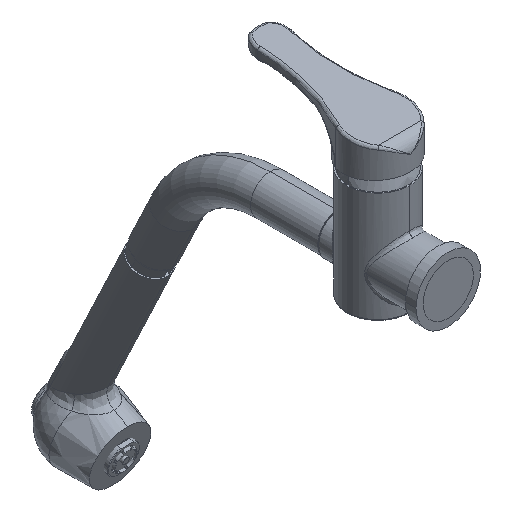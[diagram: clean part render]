
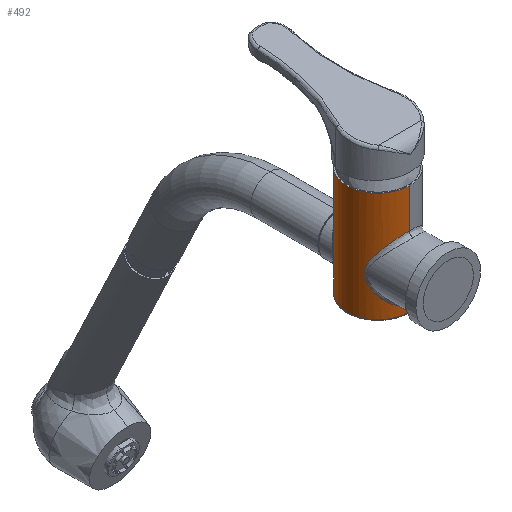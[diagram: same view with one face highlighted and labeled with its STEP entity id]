
A CAD part, isometric view. The second image highlights one B-rep face of the part: STEP entity #492.
In plain terms, the highlighted cylindrical face has radius 24 mm (diameter 48 mm), a partial arc.
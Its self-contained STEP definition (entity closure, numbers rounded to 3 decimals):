
#29=CARTESIAN_POINT('',(0.,24.,-35.5));
#30=CARTESIAN_POINT('',(-0.65,24.,-35.5));
#31=CARTESIAN_POINT('',(-2.008,23.948,-35.414));
#32=CARTESIAN_POINT('',(-4.223,23.663,-34.945));
#33=CARTESIAN_POINT('',(-6.538,23.135,-34.055));
#34=CARTESIAN_POINT('',(-8.866,22.348,-32.68));
#35=CARTESIAN_POINT('',(-11.075,21.335,-30.796));
#36=CARTESIAN_POINT('',(-13.014,20.202,-28.464));
#37=CARTESIAN_POINT('',(-14.571,19.093,-25.756));
#38=CARTESIAN_POINT('',(-15.571,18.272,-23.143));
#39=CARTESIAN_POINT('',(-16.167,17.741,-20.678));
#40=CARTESIAN_POINT('',(-16.457,17.469,-18.226));
#41=CARTESIAN_POINT('',(-16.456,17.47,-15.764));
#42=CARTESIAN_POINT('',(-16.164,17.743,-13.308));
#43=CARTESIAN_POINT('',(-15.566,18.277,-10.841));
#44=CARTESIAN_POINT('',(-14.565,19.098,-8.23));
#45=CARTESIAN_POINT('',(-13.006,20.207,-5.525));
#46=CARTESIAN_POINT('',(-11.07,21.338,-3.199));
#47=CARTESIAN_POINT('',(-8.861,22.35,-1.316));
#48=CARTESIAN_POINT('',(-6.532,23.137,0.058));
#49=CARTESIAN_POINT('',(-4.216,23.664,0.947));
#50=CARTESIAN_POINT('',(-2.002,23.948,1.415));
#51=CARTESIAN_POINT('',(-0.647,24.,1.5));
#52=CARTESIAN_POINT('',(0.,24.,1.5));
#54=CARTESIAN_POINT('',(0.,-24.,12.));
#55=CARTESIAN_POINT('',(-0.836,-24.,12.));
#56=CARTESIAN_POINT('',(-2.532,-23.914,11.891));
#57=CARTESIAN_POINT('',(-5.154,-23.491,11.354));
#58=CARTESIAN_POINT('',(-7.726,-22.776,10.442));
#59=CARTESIAN_POINT('',(-10.312,-21.736,9.099));
#60=CARTESIAN_POINT('',(-12.965,-20.277,7.18));
#61=CARTESIAN_POINT('',(-15.464,-18.433,4.669));
#62=CARTESIAN_POINT('',(-17.426,-16.563,1.973));
#63=CARTESIAN_POINT('',(-18.86,-14.886,
-0.658));
#64=CARTESIAN_POINT('',(-19.891,-13.459,-3.189));
#65=CARTESIAN_POINT('',(-20.604,-12.324,-5.618));
#66=CARTESIAN_POINT('',(-21.057,-11.522,-7.934));
#67=CARTESIAN_POINT('',(-21.292,-11.076,-10.091));
#68=CARTESIAN_POINT('',(-21.333,-10.995,-11.385));
#69=CARTESIAN_POINT('',(-21.333,-10.995,-12.));
#71=CARTESIAN_POINT('',(-21.333,-10.995,-12.));
#72=CARTESIAN_POINT('',(-21.333,-10.995,-12.617));
#73=CARTESIAN_POINT('',(-21.292,-11.077,-13.914));
#74=CARTESIAN_POINT('',(-21.057,-11.523,-16.071));
#75=CARTESIAN_POINT('',(-20.603,-12.327,-18.387));
#76=CARTESIAN_POINT('',(-19.889,-13.462,-20.816));
#77=CARTESIAN_POINT('',(-18.858,-14.889,-23.348));
#78=CARTESIAN_POINT('',(-17.422,-16.567,-25.979));
#79=CARTESIAN_POINT('',(-15.463,-18.434,-28.67));
#80=CARTESIAN_POINT('',(-12.963,-20.279,-31.182));
#81=CARTESIAN_POINT('',(-10.31,-21.737,-33.1));
#82=CARTESIAN_POINT('',(-7.728,-22.775,-34.441));
#83=CARTESIAN_POINT('',(-5.156,-23.49,-35.354));
#84=CARTESIAN_POINT('',(-2.533,-23.914,-35.891));
#85=CARTESIAN_POINT('',(-0.836,-24.,
-36.));
#86=CARTESIAN_POINT('',(0.,-24.,
-36.));
#88=CARTESIAN_POINT('',(0.,0.,-42.));
#89=DIRECTION('',(0.,0.,1.));
#90=DIRECTION('',(0.,1.,0.));
#91=AXIS2_PLACEMENT_3D('',#88,#89,#90);
#98=CARTESIAN_POINT('',(0.,0.,42.));
#99=DIRECTION('',(0.,0.,1.));
#100=DIRECTION('',(0.,1.,0.));
#101=AXIS2_PLACEMENT_3D('',#98,#99,#100);
#128=DIRECTION('',(0.,0.,1.));
#129=VECTOR('',#128,6.5);
#130=CARTESIAN_POINT('',(0.,24.,-42.));
#131=LINE('',#130,#129);
#137=DIRECTION('',(0.,0.,1.));
#138=VECTOR('',#137,6.);
#139=CARTESIAN_POINT('',(0.,-24.,-42.));
#140=LINE('',#139,#138);
#173=CARTESIAN_POINT('',(0.,-24.,
12.));
#175=DIRECTION('',(0.,0.,1.));
#176=VECTOR('',#175,30.);
#177=CARTESIAN_POINT('',(0.,-24.,
12.));
#178=LINE('',#177,#176);
#179=DIRECTION('',(0.,0.,1.));
#180=VECTOR('',#179,40.5);
#181=CARTESIAN_POINT('',(0.,24.,
1.5));
#182=LINE('',#181,#180);
#425=CARTESIAN_POINT('',(0.,24.,42.));
#426=CARTESIAN_POINT('',(0.,-24.,42.));
#427=VERTEX_POINT('',#425);
#428=VERTEX_POINT('',#426);
#429=VERTEX_POINT('',#29);
#430=VERTEX_POINT('',#52);
#434=VERTEX_POINT('',#173);
#437=VERTEX_POINT('',#69);
#439=VERTEX_POINT('',#86);
#441=CARTESIAN_POINT('',(0.,-24.,-42.));
#442=VERTEX_POINT('',#441);
#443=CARTESIAN_POINT('',(0.,24.,-42.));
#444=VERTEX_POINT('',#443);
#467=CARTESIAN_POINT('',(0.,0.,-47.25));
#468=DIRECTION('',(0.,0.,1.));
#469=DIRECTION('',(0.,1.,0.));
#470=AXIS2_PLACEMENT_3D('',#467,#468,#469);
#471=CYLINDRICAL_SURFACE('',#470,24.);
#473=ORIENTED_EDGE('',*,*,#472,.T.);
#475=ORIENTED_EDGE('',*,*,#474,.T.);
#477=ORIENTED_EDGE('',*,*,#476,.T.);
#479=ORIENTED_EDGE('',*,*,#478,.F.);
#481=ORIENTED_EDGE('',*,*,#480,.T.);
#483=ORIENTED_EDGE('',*,*,#482,.T.);
#485=ORIENTED_EDGE('',*,*,#484,.F.);
#487=ORIENTED_EDGE('',*,*,#486,.F.);
#489=ORIENTED_EDGE('',*,*,#488,.T.);
#490=EDGE_LOOP('',(#473,#475,#477,#479,#481,#483,#485,#487,#489));
#491=FACE_OUTER_BOUND('',#490,.F.);
#492=ADVANCED_FACE('',(#491),#471,.T.);
#53=B_SPLINE_CURVE_WITH_KNOTS('',3,(#29,#30,#31,#32,#33,#34,#35,#36,#37,#38,#39,
#40,#41,#42,#43,#44,#45,#46,#47,#48,#49,#50,#51,#52),.UNSPECIFIED.,.F.,.F.,(4,1,
1,1,1,1,1,1,1,1,1,1,1,1,1,1,1,1,1,1,1,4),(0.,0.048,
0.095,0.143,0.19,0.238,
0.286,0.333,0.381,0.429,
0.476,0.524,0.571,0.619,
0.667,0.714,0.762,0.81,
0.857,0.905,0.952,1.),.UNSPECIFIED.);
#70=B_SPLINE_CURVE_WITH_KNOTS('',3,(#54,#55,#56,#57,#58,#59,#60,#61,#62,#63,#64,
#65,#66,#67,#68,#69),.UNSPECIFIED.,.F.,.F.,(4,1,1,1,1,1,1,1,1,1,1,1,1,4),(0.,
0.077,0.154,0.231,0.308,
0.385,0.462,0.538,0.615,
0.692,0.769,0.846,0.923,1.),
.UNSPECIFIED.);
#87=B_SPLINE_CURVE_WITH_KNOTS('',3,(#71,#72,#73,#74,#75,#76,#77,#78,#79,#80,#81,
#82,#83,#84,#85,#86),.UNSPECIFIED.,.F.,.F.,(4,1,1,1,1,1,1,1,1,1,1,1,1,4),(0.,
0.077,0.154,0.231,0.308,
0.385,0.462,0.538,0.615,
0.692,0.769,0.846,0.923,1.),
.UNSPECIFIED.);
#92=CIRCLE('',#91,24.);
#102=CIRCLE('',#101,24.);
#472=EDGE_CURVE('',#429,#430,#53,.T.);
#474=EDGE_CURVE('',#430,#427,#182,.T.);
#476=EDGE_CURVE('',#427,#428,#102,.T.);
#478=EDGE_CURVE('',#434,#428,#178,.T.);
#480=EDGE_CURVE('',#434,#437,#70,.T.);
#482=EDGE_CURVE('',#437,#439,#87,.T.);
#484=EDGE_CURVE('',#442,#439,#140,.T.);
#486=EDGE_CURVE('',#444,#442,#92,.T.);
#488=EDGE_CURVE('',#444,#429,#131,.T.);
